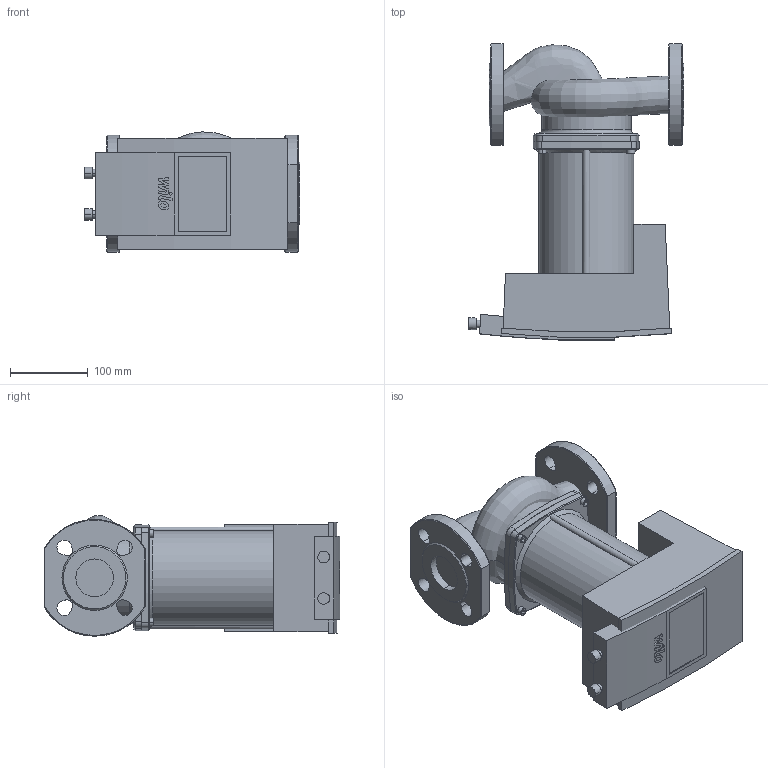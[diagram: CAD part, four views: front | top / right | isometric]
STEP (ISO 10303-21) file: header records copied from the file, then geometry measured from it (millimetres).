
FILE_DESCRIPTION((''),'2;1');
FILE_NAME('3d_YonosMAXO40_0_5-12PN6_10-2120647.stp','2016-08-29T10:28:56',(''),(''),'Mechanical Desktop 2009','Mechanical Desktop 2009',', , ');
FILE_SCHEMA(('CONFIG_CONTROL_DESIGN'));
Length unit declared in the file: millimetre
Products named in the file (1): Product
Bounding box: 276.77 x 380 x 154.54 mm (x, y, z)
Volume: 7326325.3 mm3; surface area: 506115.3 mm2
Topology: 11 solids, 11 shells, 260 faces, 610 edges, 392 vertices
Faces by surface type: bspline 103, plane 79, cylinder 46, cone 20, torus 12
Entity records: 17503 total; most frequent: CARTESIAN_POINT 11782, ORIENTED_EDGE 1220, DIRECTION 1023, EDGE_CURVE 610, VERTEX_POINT 392, AXIS2_PLACEMENT_3D 349, VECTOR 325, LINE 325
